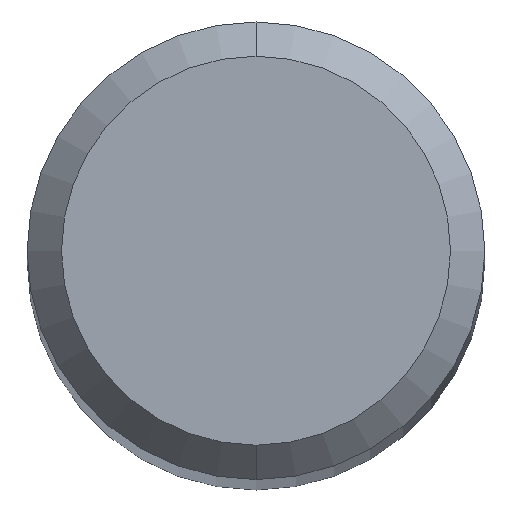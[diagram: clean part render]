
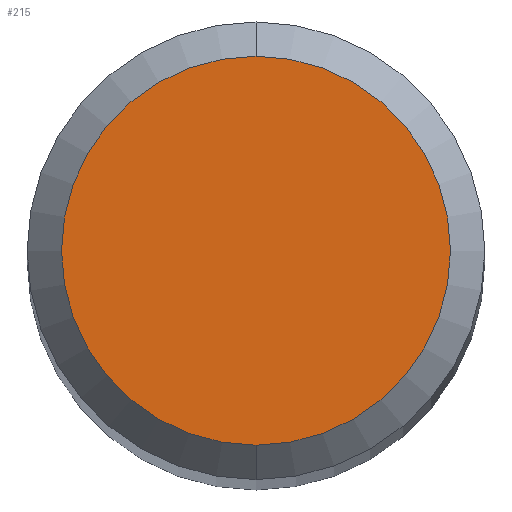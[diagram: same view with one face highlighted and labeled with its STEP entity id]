
A CAD part, top view. The second image highlights one B-rep face of the part: STEP entity #215.
In plain terms, the highlighted planar face has unit normal (0, 0, 1).
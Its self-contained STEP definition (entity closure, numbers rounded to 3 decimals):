
#215=ADVANCED_FACE('',(#477),#478,.T.);
#235=EDGE_CURVE('',#339,#361,#499,.T.);
#297=EDGE_CURVE('',#361,#339,#563,.T.);
#339=VERTEX_POINT('',#612);
#361=VERTEX_POINT('',#639);
#477=FACE_OUTER_BOUND('',#828,.T.);
#478=PLANE('',#829);
#499=CIRCLE('',#857,1.7);
#563=CIRCLE('',#1037,1.7);
#612=CARTESIAN_POINT('',(0.0,1.7,0.0));
#639=CARTESIAN_POINT('',(0.,-1.7,0.0));
#828=EDGE_LOOP('',(#1288,#1289));
#829=AXIS2_PLACEMENT_3D('',#1290,#1291,#1292);
#857=AXIS2_PLACEMENT_3D('',#1304,#1305,#1306);
#1037=AXIS2_PLACEMENT_3D('',#1346,#1347,#1348);
#1288=ORIENTED_EDGE('',*,*,#235,.F.);
#1289=ORIENTED_EDGE('',*,*,#297,.F.);
#1290=CARTESIAN_POINT('',(0.0,0.85,0.0));
#1291=DIRECTION('',(-0.0,0.0,1.0));
#1292=DIRECTION('',(0.0,-1.0,0.0));
#1304=CARTESIAN_POINT('',(0.0,0.0,0.0));
#1305=DIRECTION('',(0.0,0.0,-1.0));
#1306=DIRECTION('',(0.0,1.0,0.0));
#1346=CARTESIAN_POINT('',(0.0,0.0,0.0));
#1347=DIRECTION('',(0.0,0.0,-1.0));
#1348=DIRECTION('',(0.0,1.0,0.0));
